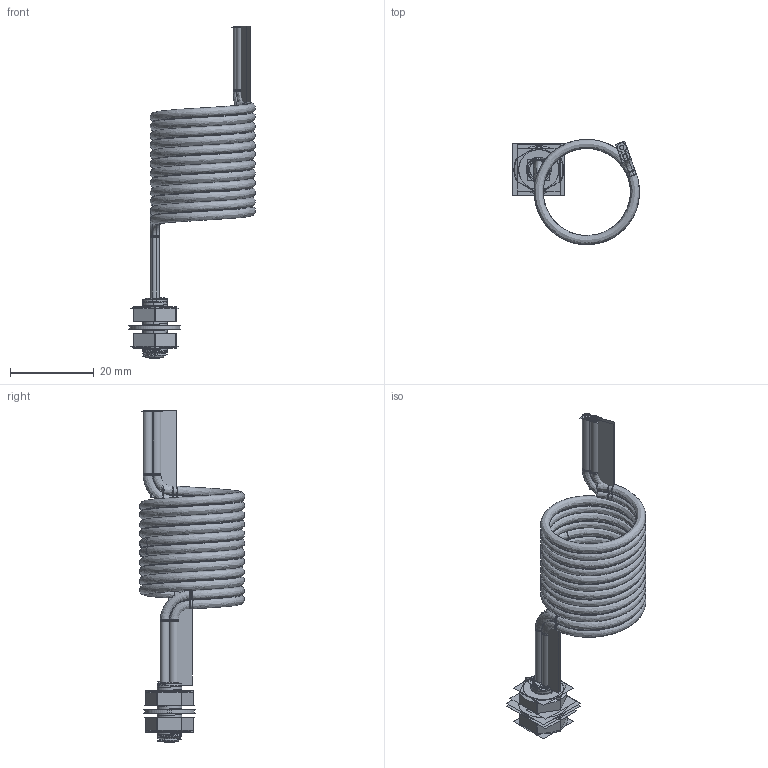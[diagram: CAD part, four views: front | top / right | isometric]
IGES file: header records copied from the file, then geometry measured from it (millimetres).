
Start section:  PTC IGES file: 193370.igs
Global section: file name: 193370.igs; native system: Creo Parametric by Parametric Technology Corporation; preprocessor: 2013230; author: pdmadmin; organization: Unknown; date: 20160302.095416; units: millimetre
Bounding box: 30.36 x 25.19 x 79.43 mm (x, y, z)
Volume: 3349.3 mm3; surface area: 47532.8 mm2
Topology: 7 solids, 7 shells, 560 faces, 2918 edges, 3755 vertices
Faces by surface type: revolution 404, bspline 156
